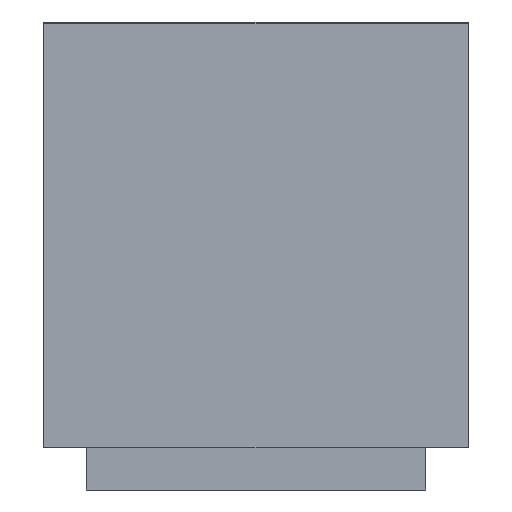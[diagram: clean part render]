
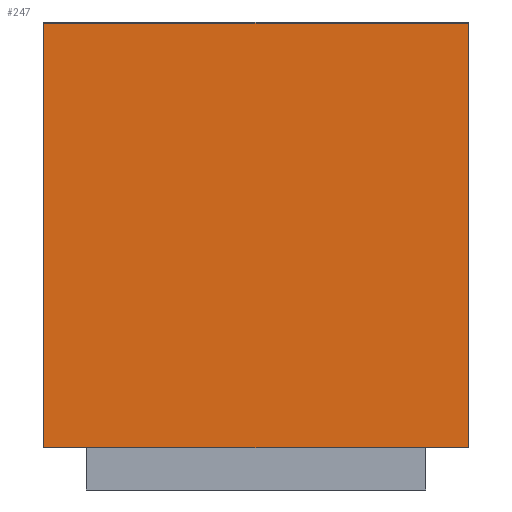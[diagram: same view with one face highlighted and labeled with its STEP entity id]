
A CAD part, front view. The second image highlights one B-rep face of the part: STEP entity #247.
In plain terms, the highlighted planar face has unit normal (0, -1, 0).
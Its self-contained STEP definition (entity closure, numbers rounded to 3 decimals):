
#28 = CARTESIAN_POINT ( 'NONE',  ( -0.15, -0.3, 0.03 ) ) ;
#34 = VERTEX_POINT ( 'NONE', #567 ) ;
#62 = VECTOR ( 'NONE', #368, 1000. ) ;
#70 = ORIENTED_EDGE ( 'NONE', *, *, #104, .T. ) ;
#94 = DIRECTION ( 'NONE',  ( 0., 0., -1. ) ) ;
#96 = DIRECTION ( 'NONE',  ( 0., 0., -1. ) ) ;
#97 = CARTESIAN_POINT ( 'NONE',  ( -0.15, -0.3, 0.03 ) ) ;
#104 = EDGE_CURVE ( 'NONE', #340, #34, #476, .T. ) ;
#125 = DIRECTION ( 'NONE',  ( 0., 0., -1. ) ) ;
#134 = VECTOR ( 'NONE', #125, 1000. ) ;
#135 = LINE ( 'NONE', #642, #134 ) ;
#137 = LINE ( 'NONE', #565, #436 ) ;
#148 = DIRECTION ( 'NONE',  ( -1., 0., 0. ) ) ;
#173 = PLANE ( 'NONE',  #586 ) ;
#193 = VERTEX_POINT ( 'NONE', #488 ) ;
#244 = CARTESIAN_POINT ( 'NONE',  ( 0.15, -0.3, 0.33 ) ) ;
#247 = ADVANCED_FACE ( 'NONE', ( #575 ), #173, .T. ) ;
#293 = LINE ( 'NONE', #28, #605 ) ;
#340 = VERTEX_POINT ( 'NONE', #97 ) ;
#347 = DIRECTION ( 'NONE',  ( 0., -1., 0. ) ) ;
#353 = ORIENTED_EDGE ( 'NONE', *, *, #465, .F. ) ;
#366 = CARTESIAN_POINT ( 'NONE',  ( 0., -0.3, 0.03 ) ) ;
#368 = DIRECTION ( 'NONE',  ( 1., 0., 0. ) ) ;
#397 = VERTEX_POINT ( 'NONE', #244 ) ;
#436 = VECTOR ( 'NONE', #148, 1000. ) ;
#465 = EDGE_CURVE ( 'NONE', #397, #34, #135, .T. ) ;
#476 = LINE ( 'NONE', #366, #62 ) ;
#488 = CARTESIAN_POINT ( 'NONE',  ( -0.15, -0.3, 0.33 ) ) ;
#500 = ORIENTED_EDGE ( 'NONE', *, *, #635, .T. ) ;
#540 = EDGE_CURVE ( 'NONE', #193, #340, #293, .T. ) ;
#564 = ORIENTED_EDGE ( 'NONE', *, *, #540, .T. ) ;
#565 = CARTESIAN_POINT ( 'NONE',  ( 0.15, -0.3, 0.33 ) ) ;
#567 = CARTESIAN_POINT ( 'NONE',  ( 0.15, -0.3, 0.03 ) ) ;
#575 = FACE_OUTER_BOUND ( 'NONE', #631, .T. ) ;
#586 = AXIS2_PLACEMENT_3D ( 'NONE', #609, #347, #94 ) ;
#605 = VECTOR ( 'NONE', #96, 1000. ) ;
#609 = CARTESIAN_POINT ( 'NONE',  ( 0.15, -0.3, 0.03 ) ) ;
#631 = EDGE_LOOP ( 'NONE', ( #70, #353, #500, #564 ) ) ;
#635 = EDGE_CURVE ( 'NONE', #397, #193, #137, .T. ) ;
#642 = CARTESIAN_POINT ( 'NONE',  ( 0.15, -0.3, 0.03 ) ) ;
